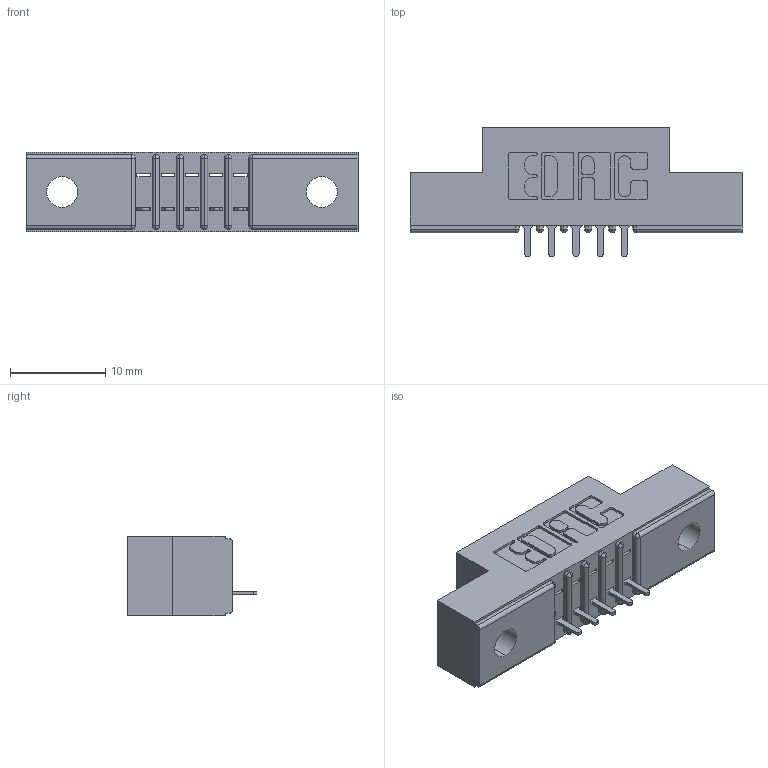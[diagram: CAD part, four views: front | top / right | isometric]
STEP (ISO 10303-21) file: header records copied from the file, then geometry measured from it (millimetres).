
FILE_DESCRIPTION (( 'STEP AP203' ), '1' );
FILE_NAME ('391-005-524-102.STEP', '2018-08-08T15:14:17', ( '' ), ( '' ), 'SwSTEP 2.0', 'SolidWorks 2016', '' );
FILE_SCHEMA (( 'CONFIG_CONTROL_DESIGN' ));
Length unit declared in the file: inch
Products named in the file (3): 391-005-524-102; 341 Part_.128 (3.25) Dia Mounting Holes; 341-292-001_341-292-124
Assembly tree (6 placements, depth 2):
  391-005-524-102
    341 Part_.128 (3.25) Dia Mounting Holes
    341-292-001_341-292-124  x5
Bounding box: 34.92 x 13.64 x 8.38 mm (x, y, z)
Volume: 1958.3 mm3; surface area: 2546.2 mm2
Topology: 6 solids, 6 shells, 526 faces, 1501 edges, 966 vertices
Faces by surface type: plane 323, cylinder 183, sphere 12, torus 8
Entity records: 10822 total; most frequent: CARTESIAN_POINT 1822, ORIENTED_EDGE 1810, DIRECTION 1789, EDGE_CURVE 905, LINE 691, VECTOR 691, VERTEX_POINT 582, AXIS2_PLACEMENT_3D 549
